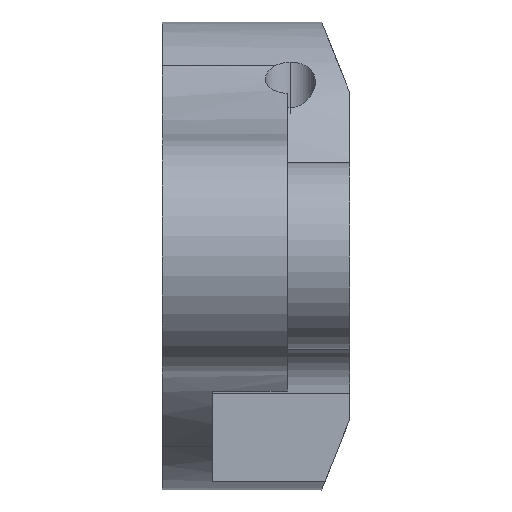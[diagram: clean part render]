
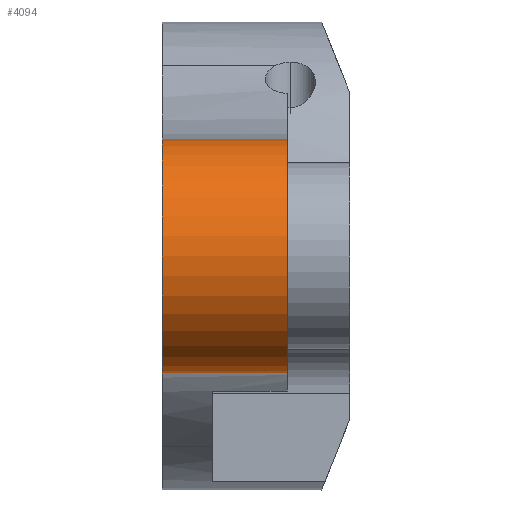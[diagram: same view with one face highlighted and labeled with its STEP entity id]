
A CAD part, left-side view. The second image highlights one B-rep face of the part: STEP entity #4094.
In plain terms, the highlighted cylindrical face has radius 3.75 mm (diameter 7.5 mm), a partial arc.
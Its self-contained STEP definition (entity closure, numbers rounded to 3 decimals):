
#816=CARTESIAN_POINT('',(-24.,6.1,0.));
#817=DIRECTION('',(0.,-1.,0.));
#818=DIRECTION('',(0.,0.,1.));
#819=AXIS2_PLACEMENT_3D('',#816,#817,#818);
#910=CARTESIAN_POINT('',(-24.,2.1,0.));
#911=DIRECTION('',(0.,1.,0.));
#912=DIRECTION('',(0.,0.,-1.));
#913=AXIS2_PLACEMENT_3D('',#910,#911,#912);
#978=DIRECTION('',(0.,1.,0.));
#979=VECTOR('',#978,4.);
#980=CARTESIAN_POINT('',(-24.,2.1,-3.75));
#981=LINE('',#980,#979);
#990=DIRECTION('',(0.,1.,0.));
#991=VECTOR('',#990,4.);
#992=CARTESIAN_POINT('',(-24.,2.1,3.75));
#993=LINE('',#992,#991);
#2473=CARTESIAN_POINT('',(-24.,6.1,3.75));
#2474=CARTESIAN_POINT('',(-24.,6.1,-3.75));
#2475=VERTEX_POINT('',#2473);
#2476=VERTEX_POINT('',#2474);
#2477=CARTESIAN_POINT('',(-24.,2.1,-3.75));
#2478=CARTESIAN_POINT('',(-24.,2.1,3.75));
#2479=VERTEX_POINT('',#2477);
#2480=VERTEX_POINT('',#2478);
#4082=CARTESIAN_POINT('',(-24.,6.1,0.));
#4083=DIRECTION('',(0.,1.,0.));
#4084=DIRECTION('',(1.,0.,0.));
#4085=AXIS2_PLACEMENT_3D('',#4082,#4083,#4084);
#4086=CYLINDRICAL_SURFACE('',#4085,3.75);
#4088=ORIENTED_EDGE('',*,*,#4087,.F.);
#4089=ORIENTED_EDGE('',*,*,#3993,.F.);
#4090=ORIENTED_EDGE('',*,*,#4076,.T.);
#4091=ORIENTED_EDGE('',*,*,#3850,.F.);
#4092=EDGE_LOOP('',(#4088,#4089,#4090,#4091));
#4093=FACE_OUTER_BOUND('',#4092,.F.);
#4094=ADVANCED_FACE('',(#4093),#4086,.T.);
#820=CIRCLE('',#819,3.75);
#914=CIRCLE('',#913,3.75);
#3850=EDGE_CURVE('',#2475,#2476,#820,.T.);
#3993=EDGE_CURVE('',#2479,#2480,#914,.T.);
#4076=EDGE_CURVE('',#2479,#2476,#981,.T.);
#4087=EDGE_CURVE('',#2480,#2475,#993,.T.);
